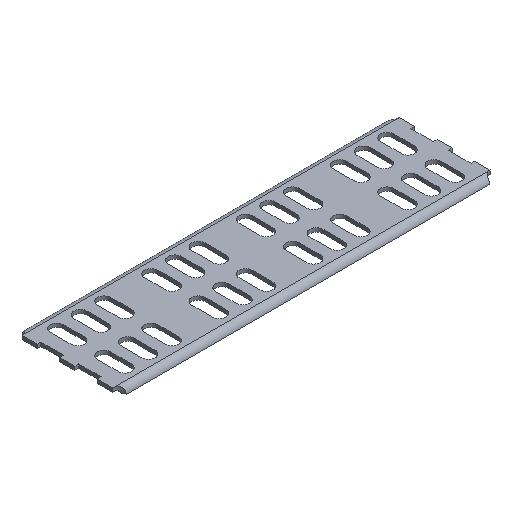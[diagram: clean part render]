
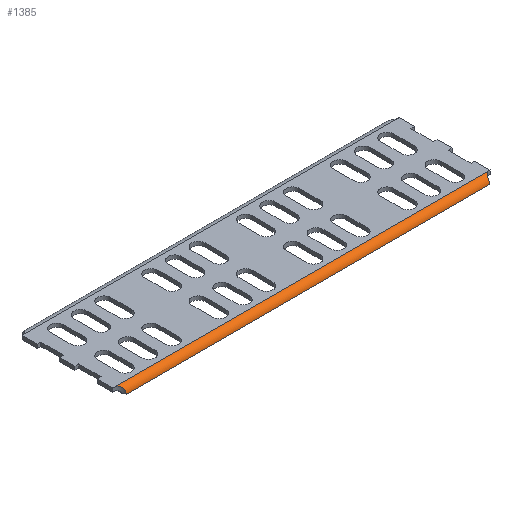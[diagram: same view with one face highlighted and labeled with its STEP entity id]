
A CAD part, isometric view. The second image highlights one B-rep face of the part: STEP entity #1385.
In plain terms, the highlighted cylindrical face has radius 3.6 mm (diameter 7.201 mm), a partial arc.
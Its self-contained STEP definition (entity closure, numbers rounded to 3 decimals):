
#6 = CARTESIAN_POINT ( 'NONE',  ( 148.171, -24.481, -0.018 ) ) ;
#30 = CARTESIAN_POINT ( 'NONE',  ( 146.362, -27.332, -1.992 ) ) ;
#61 = CARTESIAN_POINT ( 'NONE',  ( -46.463, -26.727, -1.125 ) ) ;
#69 = DIRECTION ( 'NONE',  ( -1., 0., 0. ) ) ;
#92 = CARTESIAN_POINT ( 'NONE',  ( -49.151, -24.1, 0. ) ) ;
#115 = CARTESIAN_POINT ( 'NONE',  ( -46.554, -26.444, -0.865 ) ) ;
#281 = CARTESIAN_POINT ( 'NONE',  ( -46.374, -27.204, -1.757 ) ) ;
#287 = ORIENTED_EDGE ( 'NONE', *, *, #4324, .F. ) ;
#352 = CARTESIAN_POINT ( 'NONE',  ( 147.533, -24.947, -0.097 ) ) ;
#369 = CARTESIAN_POINT ( 'NONE',  ( 146.35, -27.606, -2.737 ) ) ;
#415 = CARTESIAN_POINT ( 'NONE',  ( -48.171, -24.481, -0.018 ) ) ;
#442 = CARTESIAN_POINT ( 'NONE',  ( -46.362, -27.332, -1.992 ) ) ;
#577 = AXIS2_PLACEMENT_3D ( 'NONE', #2246, #2642, #3276 ) ;
#695 = CARTESIAN_POINT ( 'NONE',  ( 147.021, -25.525, -0.287 ) ) ;
#756 = CARTESIAN_POINT ( 'NONE',  ( -46.887, -25.73, -0.381 ) ) ;
#781 = B_SPLINE_CURVE_WITH_KNOTS ( 'NONE', 3,
 ( #92, #3419, #2114, #415, #1664, #2134, #4217, #1478, #756, #1649, #2143, #2763, #115, #61, #995, #281, #442, #3044, #3563, #3576 ),
 .UNSPECIFIED., .F., .F.,
 ( 4, 2, 2, 2, 2, 2, 2, 2, 2, 4 ),
 ( 0., 0.001, 0.002, 0.002, 0.003, 0.004, 0.004, 0.005, 0.006, 0.006 ),
 .UNSPECIFIED. ) ;
#811 = LINE ( 'NONE', #1217, #3787 ) ;
#866 = FACE_OUTER_BOUND ( 'NONE', #3656, .T. ) ;
#995 = CARTESIAN_POINT ( 'NONE',  ( -46.424, -26.903, -1.326 ) ) ;
#1037 = CARTESIAN_POINT ( 'NONE',  ( 146.722, -26.04, -0.565 ) ) ;
#1080 = CYLINDRICAL_SURFACE ( 'NONE', #577, 3.6 ) ;
#1217 = CARTESIAN_POINT ( 'NONE',  ( 50., -24.1, 0. ) ) ;
#1354 = CARTESIAN_POINT ( 'NONE',  ( 148.892, -24.162, 0. ) ) ;
#1369 = CARTESIAN_POINT ( 'NONE',  ( 146.589, -26.346, -0.784 ) ) ;
#1385 = ADVANCED_FACE ( 'NONE', ( #866 ), #1080, .T. ) ;
#1478 = CARTESIAN_POINT ( 'NONE',  ( -47.021, -25.525, -0.287 ) ) ;
#1502 = CARTESIAN_POINT ( 'NONE',  ( -46.35, -27.65, -3. ) ) ;
#1506 = ORIENTED_EDGE ( 'NONE', *, *, #4454, .F. ) ;
#1600 = ORIENTED_EDGE ( 'NONE', *, *, #2131, .T. ) ;
#1649 = CARTESIAN_POINT ( 'NONE',  ( -46.722, -26.04, -0.565 ) ) ;
#1664 = CARTESIAN_POINT ( 'NONE',  ( -47.943, -24.624, -0.034 ) ) ;
#1708 = CARTESIAN_POINT ( 'NONE',  ( 146.463, -26.727, -1.125 ) ) ;
#2049 = CARTESIAN_POINT ( 'NONE',  ( 148.644, -24.251, -0.001 ) ) ;
#2063 = CARTESIAN_POINT ( 'NONE',  ( 146.374, -27.204, -1.757 ) ) ;
#2114 = CARTESIAN_POINT ( 'NONE',  ( -48.644, -24.251, -0.001 ) ) ;
#2131 = EDGE_CURVE ( 'NONE', #2335, #2717, #781, .T. ) ;
#2134 = CARTESIAN_POINT ( 'NONE',  ( -47.533, -24.947, -0.097 ) ) ;
#2143 = CARTESIAN_POINT ( 'NONE',  ( -46.673, -26.144, -0.634 ) ) ;
#2173 = LINE ( 'NONE', #3869, #3927 ) ;
#2226 = VERTEX_POINT ( 'NONE', #4401 ) ;
#2246 = CARTESIAN_POINT ( 'NONE',  ( 50., -24.1, -3.6 ) ) ;
#2335 = VERTEX_POINT ( 'NONE', #3947 ) ;
#2400 = CARTESIAN_POINT ( 'NONE',  ( 147.943, -24.624, -0.034 ) ) ;
#2415 = CARTESIAN_POINT ( 'NONE',  ( 146.35, -27.533, -2.483 ) ) ;
#2545 = B_SPLINE_CURVE_WITH_KNOTS ( 'NONE', 3,
 ( #3795, #1354, #2049, #6, #2400, #352, #2755, #695, #3113, #1037, #3460, #1369, #3815, #1708, #4149, #2063, #30, #2415, #369, #2773 ),
 .UNSPECIFIED., .F., .F.,
 ( 4, 2, 2, 2, 2, 2, 2, 2, 2, 4 ),
 ( 0., 0.001, 0.002, 0.002, 0.003, 0.004, 0.004, 0.005, 0.006, 0.006 ),
 .UNSPECIFIED. ) ;
#2642 = DIRECTION ( 'NONE',  ( 1., 0., 0. ) ) ;
#2717 = VERTEX_POINT ( 'NONE', #1502 ) ;
#2755 = CARTESIAN_POINT ( 'NONE',  ( 147.348, -25.129, -0.144 ) ) ;
#2763 = CARTESIAN_POINT ( 'NONE',  ( -46.589, -26.346, -0.784 ) ) ;
#2773 = CARTESIAN_POINT ( 'NONE',  ( 146.35, -27.65, -3. ) ) ;
#2841 = VERTEX_POINT ( 'NONE', #3996 ) ;
#3044 = CARTESIAN_POINT ( 'NONE',  ( -46.35, -27.533, -2.483 ) ) ;
#3113 = CARTESIAN_POINT ( 'NONE',  ( 146.887, -25.73, -0.381 ) ) ;
#3276 = DIRECTION ( 'NONE',  ( 0., 0., 1. ) ) ;
#3419 = CARTESIAN_POINT ( 'NONE',  ( -48.892, -24.162, 0. ) ) ;
#3460 = CARTESIAN_POINT ( 'NONE',  ( 146.673, -26.144, -0.634 ) ) ;
#3563 = CARTESIAN_POINT ( 'NONE',  ( -46.35, -27.606, -2.737 ) ) ;
#3568 = EDGE_CURVE ( 'NONE', #2226, #2335, #811, .T. ) ;
#3576 = CARTESIAN_POINT ( 'NONE',  ( -46.35, -27.65, -3. ) ) ;
#3654 = DIRECTION ( 'NONE',  ( -1., 0., 0. ) ) ;
#3656 = EDGE_LOOP ( 'NONE', ( #287, #4221, #1600, #1506 ) ) ;
#3787 = VECTOR ( 'NONE', #3654, 1000. ) ;
#3795 = CARTESIAN_POINT ( 'NONE',  ( 149.151, -24.1, 0. ) ) ;
#3815 = CARTESIAN_POINT ( 'NONE',  ( 146.554, -26.444, -0.865 ) ) ;
#3869 = CARTESIAN_POINT ( 'NONE',  ( 50., -27.65, -3. ) ) ;
#3927 = VECTOR ( 'NONE', #69, 1000. ) ;
#3947 = CARTESIAN_POINT ( 'NONE',  ( -49.151, -24.1, 0. ) ) ;
#3996 = CARTESIAN_POINT ( 'NONE',  ( 146.35, -27.65, -3. ) ) ;
#4149 = CARTESIAN_POINT ( 'NONE',  ( 146.424, -26.903, -1.326 ) ) ;
#4217 = CARTESIAN_POINT ( 'NONE',  ( -47.348, -25.129, -0.144 ) ) ;
#4221 = ORIENTED_EDGE ( 'NONE', *, *, #3568, .T. ) ;
#4324 = EDGE_CURVE ( 'NONE', #2226, #2841, #2545, .T. ) ;
#4401 = CARTESIAN_POINT ( 'NONE',  ( 149.151, -24.1, 0. ) ) ;
#4454 = EDGE_CURVE ( 'NONE', #2841, #2717, #2173, .T. ) ;
